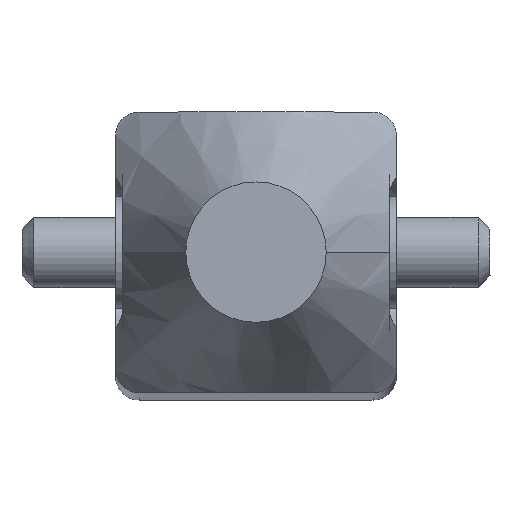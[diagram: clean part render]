
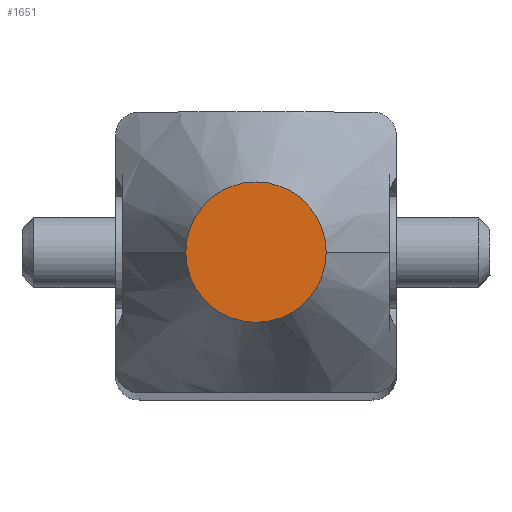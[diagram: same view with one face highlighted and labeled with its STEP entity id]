
A CAD part, top view. The second image highlights one B-rep face of the part: STEP entity #1651.
In plain terms, the highlighted planar face has unit normal (0, 0, 1).
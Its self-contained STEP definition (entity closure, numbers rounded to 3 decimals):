
#894=CARTESIAN_POINT('',(0.,0.,75.));
#895=DIRECTION('',(0.,0.,1.));
#896=DIRECTION('',(1.,0.,0.));
#897=AXIS2_PLACEMENT_3D('',#894,#895,#896);
#899=CARTESIAN_POINT('',(0.,0.,75.));
#900=DIRECTION('',(0.,0.,1.));
#901=DIRECTION('',(-1.,0.,0.));
#902=AXIS2_PLACEMENT_3D('',#899,#900,#901);
#964=CARTESIAN_POINT('',(-3.,0.,75.));
#966=VERTEX_POINT('',#964);
#968=CARTESIAN_POINT('',(3.,0.,75.));
#969=VERTEX_POINT('',#968);
#1642=CARTESIAN_POINT('',(0.,0.,75.));
#1643=DIRECTION('',(0.,0.,1.));
#1644=DIRECTION('',(1.,0.,0.));
#1645=AXIS2_PLACEMENT_3D('',#1642,#1643,#1644);
#1646=PLANE('',#1645);
#1647=ORIENTED_EDGE('',*,*,#1203,.F.);
#1648=ORIENTED_EDGE('',*,*,#1155,.F.);
#1649=EDGE_LOOP('',(#1647,#1648));
#1650=FACE_OUTER_BOUND('',#1649,.F.);
#898=CIRCLE('',#897,3.);
#903=CIRCLE('',#902,3.);
#1155=EDGE_CURVE('',#966,#969,#903,.T.);
#1203=EDGE_CURVE('',#969,#966,#898,.T.);
#1651=ADVANCED_FACE('',(#1650),#1646,.T.);
